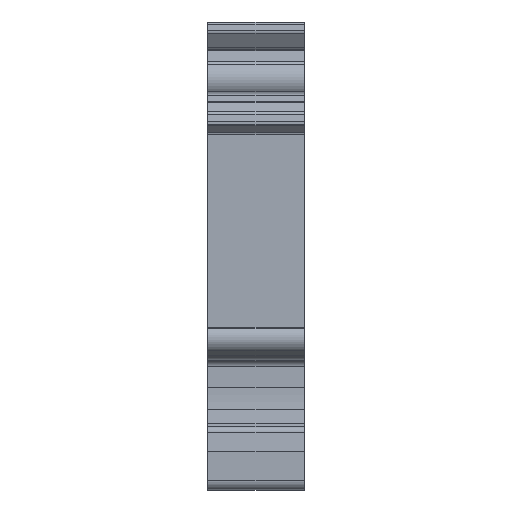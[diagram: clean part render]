
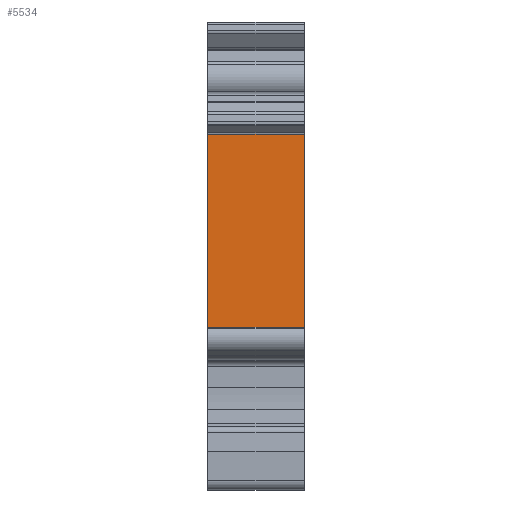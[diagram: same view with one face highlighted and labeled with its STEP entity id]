
A CAD part, left-side view. The second image highlights one B-rep face of the part: STEP entity #5534.
In plain terms, the highlighted planar face has unit normal (-1, 0, 0).
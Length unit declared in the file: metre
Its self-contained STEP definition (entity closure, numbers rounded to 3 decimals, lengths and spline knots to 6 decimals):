
#540=FACE_OUTER_BOUND('',#827,.T.);
#827=EDGE_LOOP('',(#4392,#4393,#4394,#4395));
#1070=LINE('',#8182,#1613);
#1132=LINE('',#8410,#1675);
#1365=LINE('',#9036,#1908);
#1366=LINE('',#9038,#1909);
#1613=VECTOR('',#6491,0.020013);
#1675=VECTOR('',#6661,0.020013);
#1908=VECTOR('',#7314,0.01);
#1909=VECTOR('',#7317,0.01);
#2243=VERTEX_POINT('',#8179);
#2244=VERTEX_POINT('',#8181);
#2355=VERTEX_POINT('',#8407);
#2356=VERTEX_POINT('',#8409);
#2776=EDGE_CURVE('',#2243,#2244,#1070,.T.);
#2891=EDGE_CURVE('',#2356,#2355,#1132,.T.);
#3207=EDGE_CURVE('',#2244,#2355,#1365,.T.);
#3208=EDGE_CURVE('',#2243,#2356,#1366,.T.);
#4392=ORIENTED_EDGE('',*,*,#2891,.T.);
#4393=ORIENTED_EDGE('',*,*,#3207,.F.);
#4394=ORIENTED_EDGE('',*,*,#2776,.F.);
#4395=ORIENTED_EDGE('',*,*,#3208,.T.);
#5049=PLANE('',#6036);
#5534=ADVANCED_FACE('',(#540),#5049,.F.);
#6036=AXIS2_PLACEMENT_3D('',#9037,#7315,#7316);
#6491=DIRECTION('',(0.,0.,1.));
#6661=DIRECTION('',(0.,0.,1.));
#7314=DIRECTION('',(0.,-1.,0.));
#7315=DIRECTION('center_axis',(1.,0.,0.));
#7316=DIRECTION('ref_axis',(0.,0.,-1.));
#7317=DIRECTION('',(0.,-1.,0.));
#8179=CARTESIAN_POINT('',(-0.0517,0.01,0.009575));
#8181=CARTESIAN_POINT('',(-0.0517,0.01,0.029588));
#8182=CARTESIAN_POINT('',(-0.0517,0.01,0.009575));
#8407=CARTESIAN_POINT('',(-0.0517,0.,0.029588));
#8409=CARTESIAN_POINT('',(-0.0517,0.,0.009575));
#8410=CARTESIAN_POINT('',(-0.0517,0.,0.009575));
#9036=CARTESIAN_POINT('',(-0.0517,0.01,0.029588));
#9037=CARTESIAN_POINT('Origin',(-0.0517,0.00995,0.009575));
#9038=CARTESIAN_POINT('',(-0.0517,0.01,0.009575));
